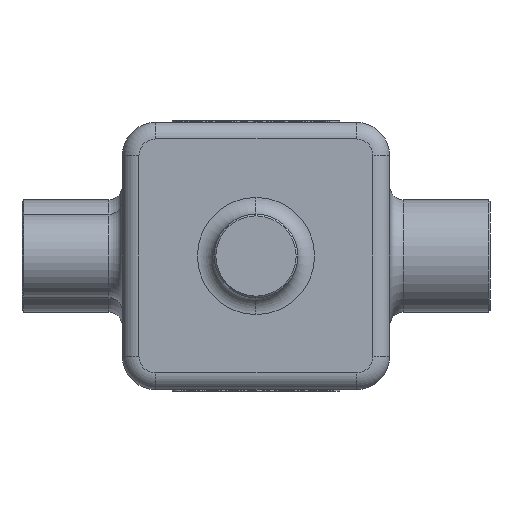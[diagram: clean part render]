
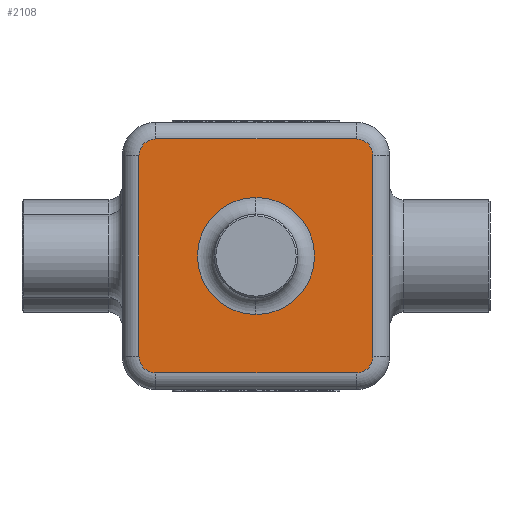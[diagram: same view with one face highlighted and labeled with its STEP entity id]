
A CAD part, front view. The second image highlights one B-rep face of the part: STEP entity #2108.
In plain terms, the highlighted planar face has unit normal (0, -1, 0).
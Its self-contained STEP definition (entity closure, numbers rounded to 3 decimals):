
#174 = EDGE_CURVE ( 'NONE', #20336, #13641, #13414, .T. ) ;
#935 = ORIENTED_EDGE ( 'NONE', *, *, #9290, .T. ) ;
#1059 = CIRCLE ( 'NONE', #4350, 5. ) ;
#1100 = CIRCLE ( 'NONE', #22177, 5. ) ;
#1111 = AXIS2_PLACEMENT_3D ( 'NONE', #14620, #5596, #14327 ) ;
#1332 = EDGE_CURVE ( 'NONE', #2837, #1963, #8580, .T. ) ;
#1478 = VECTOR ( 'NONE', #8857, 1000. ) ;
#1963 = VERTEX_POINT ( 'NONE', #13751 ) ;
#2108 = ADVANCED_FACE ( 'NONE', ( #16153, #3322 ), #15834, .F. ) ;
#2220 = AXIS2_PLACEMENT_3D ( 'NONE', #14148, #21301, #3565 ) ;
#2438 = ORIENTED_EDGE ( 'NONE', *, *, #174, .T. ) ;
#2837 = VERTEX_POINT ( 'NONE', #20527 ) ;
#2907 = AXIS2_PLACEMENT_3D ( 'NONE', #22284, #15193, #18949 ) ;
#3181 = EDGE_CURVE ( 'NONE', #22233, #14904, #19070, .T. ) ;
#3303 = AXIS2_PLACEMENT_3D ( 'NONE', #19572, #3706, #22476 ) ;
#3322 = FACE_OUTER_BOUND ( 'NONE', #17942, .T. ) ;
#3565 = DIRECTION ( 'NONE',  ( 0., 0., 1. ) ) ;
#3706 = DIRECTION ( 'NONE',  ( 0., 1., 0. ) ) ;
#4021 = LINE ( 'NONE', #15685, #22347 ) ;
#4350 = AXIS2_PLACEMENT_3D ( 'NONE', #9996, #18991, #7954 ) ;
#5159 = ORIENTED_EDGE ( 'NONE', *, *, #1332, .T. ) ;
#5252 = EDGE_CURVE ( 'NONE', #20336, #14904, #13151, .T. ) ;
#5435 = EDGE_CURVE ( 'NONE', #10024, #13641, #10615, .T. ) ;
#5565 = DIRECTION ( 'NONE',  ( -1., 0., 0. ) ) ;
#5578 = VERTEX_POINT ( 'NONE', #6993 ) ;
#5596 = DIRECTION ( 'NONE',  ( 0., 1., 0. ) ) ;
#6360 = ORIENTED_EDGE ( 'NONE', *, *, #19502, .F. ) ;
#6399 = VECTOR ( 'NONE', #22303, 1000. ) ;
#6678 = ORIENTED_EDGE ( 'NONE', *, *, #16930, .T. ) ;
#6993 = CARTESIAN_POINT ( 'NONE',  ( 35., -545., 30. ) ) ;
#7300 = EDGE_CURVE ( 'NONE', #1963, #2837, #14198, .T. ) ;
#7586 = DIRECTION ( 'NONE',  ( 0., 0., 1. ) ) ;
#7954 = DIRECTION ( 'NONE',  ( 0., 0., 1. ) ) ;
#8226 = AXIS2_PLACEMENT_3D ( 'NONE', #13013, #18306, #7586 ) ;
#8580 = CIRCLE ( 'NONE', #8226, 17.5 ) ;
#8857 = DIRECTION ( 'NONE',  ( 0., 0., -1. ) ) ;
#8880 = CARTESIAN_POINT ( 'NONE',  ( 30., -545., 35. ) ) ;
#9290 = EDGE_CURVE ( 'NONE', #15059, #5578, #4021, .T. ) ;
#9996 = CARTESIAN_POINT ( 'NONE',  ( 30., -545., 30. ) ) ;
#10024 = VERTEX_POINT ( 'NONE', #11072 ) ;
#10615 = CIRCLE ( 'NONE', #1111, 5. ) ;
#11072 = CARTESIAN_POINT ( 'NONE',  ( -30., -545., -35. ) ) ;
#11369 = CARTESIAN_POINT ( 'NONE',  ( -35., -545., 30. ) ) ;
#12864 = LINE ( 'NONE', #16781, #6399 ) ;
#13013 = CARTESIAN_POINT ( 'NONE',  ( 0., -545., 0. ) ) ;
#13122 = ORIENTED_EDGE ( 'NONE', *, *, #5252, .F. ) ;
#13149 = VERTEX_POINT ( 'NONE', #20548 ) ;
#13151 = CIRCLE ( 'NONE', #3303, 5. ) ;
#13414 = LINE ( 'NONE', #17712, #1478 ) ;
#13641 = VERTEX_POINT ( 'NONE', #20170 ) ;
#13751 = CARTESIAN_POINT ( 'NONE',  ( 0., -545., -17.5 ) ) ;
#14148 = CARTESIAN_POINT ( 'NONE',  ( -40., -545., 40. ) ) ;
#14198 = CIRCLE ( 'NONE', #2907, 17.5 ) ;
#14327 = DIRECTION ( 'NONE',  ( 0., 0., 1. ) ) ;
#14620 = CARTESIAN_POINT ( 'NONE',  ( -30., -545., -30. ) ) ;
#14904 = VERTEX_POINT ( 'NONE', #20837 ) ;
#15034 = ORIENTED_EDGE ( 'NONE', *, *, #20994, .F. ) ;
#15059 = VERTEX_POINT ( 'NONE', #17669 ) ;
#15193 = DIRECTION ( 'NONE',  ( 0., 1., 0. ) ) ;
#15685 = CARTESIAN_POINT ( 'NONE',  ( 35., -545., 40. ) ) ;
#15834 = PLANE ( 'NONE',  #2220 ) ;
#16153 = FACE_BOUND ( 'NONE', #19800, .T. ) ;
#16781 = CARTESIAN_POINT ( 'NONE',  ( 40., -545., -35. ) ) ;
#16930 = EDGE_CURVE ( 'NONE', #10024, #13149, #12864, .T. ) ;
#17386 = VECTOR ( 'NONE', #5565, 1000. ) ;
#17669 = CARTESIAN_POINT ( 'NONE',  ( 35., -545., -30. ) ) ;
#17712 = CARTESIAN_POINT ( 'NONE',  ( -35., -545., 40. ) ) ;
#17748 = ORIENTED_EDGE ( 'NONE', *, *, #7300, .T. ) ;
#17942 = EDGE_LOOP ( 'NONE', ( #15034, #20083, #13122, #2438, #19511, #6678, #6360, #935 ) ) ;
#18306 = DIRECTION ( 'NONE',  ( 0., 1., 0. ) ) ;
#18949 = DIRECTION ( 'NONE',  ( 0., 0., 1. ) ) ;
#18991 = DIRECTION ( 'NONE',  ( 0., 1., 0. ) ) ;
#19070 = LINE ( 'NONE', #20147, #17386 ) ;
#19317 = CARTESIAN_POINT ( 'NONE',  ( 30., -545., -30. ) ) ;
#19408 = DIRECTION ( 'NONE',  ( 0., 0., 1. ) ) ;
#19502 = EDGE_CURVE ( 'NONE', #15059, #13149, #1100, .T. ) ;
#19511 = ORIENTED_EDGE ( 'NONE', *, *, #5435, .F. ) ;
#19572 = CARTESIAN_POINT ( 'NONE',  ( -30., -545., 30. ) ) ;
#19800 = EDGE_LOOP ( 'NONE', ( #5159, #17748 ) ) ;
#20083 = ORIENTED_EDGE ( 'NONE', *, *, #3181, .T. ) ;
#20147 = CARTESIAN_POINT ( 'NONE',  ( -40., -545., 35. ) ) ;
#20170 = CARTESIAN_POINT ( 'NONE',  ( -35., -545., -30. ) ) ;
#20336 = VERTEX_POINT ( 'NONE', #11369 ) ;
#20527 = CARTESIAN_POINT ( 'NONE',  ( 0., -545., 17.5 ) ) ;
#20548 = CARTESIAN_POINT ( 'NONE',  ( 30., -545., -35. ) ) ;
#20837 = CARTESIAN_POINT ( 'NONE',  ( -30., -545., 35. ) ) ;
#20920 = DIRECTION ( 'NONE',  ( 0., 1., 0. ) ) ;
#20994 = EDGE_CURVE ( 'NONE', #22233, #5578, #1059, .T. ) ;
#21301 = DIRECTION ( 'NONE',  ( 0., 1., 0. ) ) ;
#22177 = AXIS2_PLACEMENT_3D ( 'NONE', #19317, #20920, #19408 ) ;
#22233 = VERTEX_POINT ( 'NONE', #8880 ) ;
#22284 = CARTESIAN_POINT ( 'NONE',  ( 0., -545., 0. ) ) ;
#22303 = DIRECTION ( 'NONE',  ( 1., 0., 0. ) ) ;
#22347 = VECTOR ( 'NONE', #22835, 1000. ) ;
#22476 = DIRECTION ( 'NONE',  ( 0., 0., 1. ) ) ;
#22835 = DIRECTION ( 'NONE',  ( 0., 0., 1. ) ) ;
